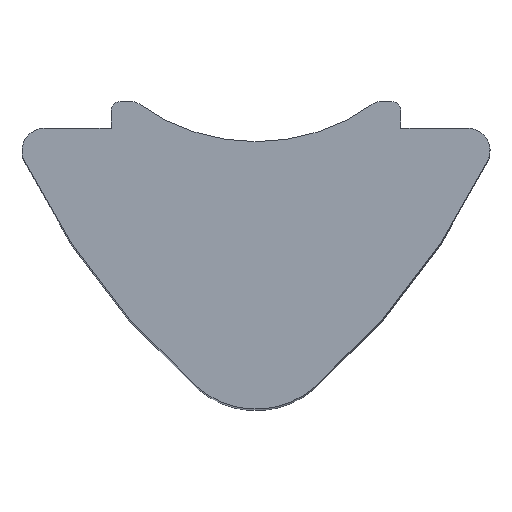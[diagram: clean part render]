
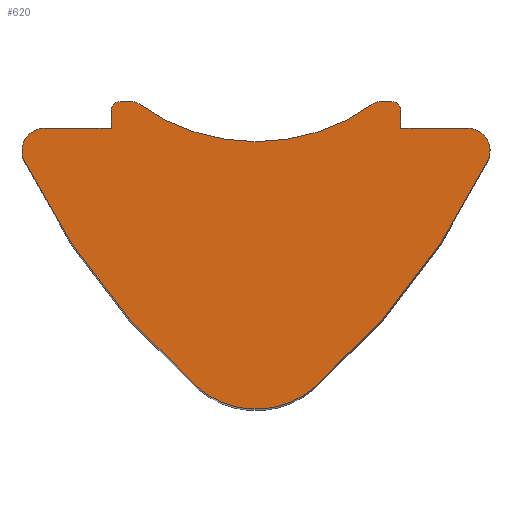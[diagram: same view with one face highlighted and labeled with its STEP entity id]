
A CAD part, top view. The second image highlights one B-rep face of the part: STEP entity #620.
In plain terms, the highlighted planar face has unit normal (0, 0, 1).
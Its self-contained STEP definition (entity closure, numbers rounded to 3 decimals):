
#3 = CARTESIAN_POINT ( 'NONE',  ( -4.75, -0.5, 10. ) ) ;
#5 = CARTESIAN_POINT ( 'NONE',  ( 3.25, 0., 10. ) ) ;
#7 = VERTEX_POINT ( 'NONE', #145 ) ;
#8 = AXIS2_PLACEMENT_3D ( 'NONE', #154, #512, #210 ) ;
#18 = ORIENTED_EDGE ( 'NONE', *, *, #71, .T. ) ;
#27 = DIRECTION ( 'NONE',  ( 1., 0., 0. ) ) ;
#36 = ORIENTED_EDGE ( 'NONE', *, *, #604, .T. ) ;
#37 = AXIS2_PLACEMENT_3D ( 'NONE', #3, #356, #52 ) ;
#45 = DIRECTION ( 'NONE',  ( 1., 0., 0. ) ) ;
#52 = DIRECTION ( 'NONE',  ( 1., 0., 0. ) ) ;
#55 = EDGE_CURVE ( 'NONE', #304, #342, #611, .T. ) ;
#67 = ORIENTED_EDGE ( 'NONE', *, *, #55, .T. ) ;
#69 = AXIS2_PLACEMENT_3D ( 'NONE', #388, #82, #438 ) ;
#71 = EDGE_CURVE ( 'NONE', #631, #192, #367, .T. ) ;
#76 = ORIENTED_EDGE ( 'NONE', *, *, #427, .T. ) ;
#81 = CIRCLE ( 'NONE', #37, 0.5 ) ;
#82 = DIRECTION ( 'NONE',  ( 0., 0., 1. ) ) ;
#83 = EDGE_CURVE ( 'NONE', #359, #558, #81, .T. ) ;
#85 = VERTEX_POINT ( 'NONE', #506 ) ;
#86 = EDGE_CURVE ( 'NONE', #7, #393, #91, .T. ) ;
#91 = CIRCLE ( 'NONE', #8, 0.2 ) ;
#93 = ORIENTED_EDGE ( 'NONE', *, *, #251, .T. ) ;
#95 = ORIENTED_EDGE ( 'NONE', *, *, #544, .T. ) ;
#100 = EDGE_CURVE ( 'NONE', #466, #411, #220, .T. ) ;
#103 = CARTESIAN_POINT ( 'NONE',  ( -9.203, 6.25, 10. ) ) ;
#107 = CARTESIAN_POINT ( 'NONE',  ( 5.2, -0.718, 10. ) ) ;
#118 = VECTOR ( 'NONE', #221, 1000. ) ;
#121 = ORIENTED_EDGE ( 'NONE', *, *, #575, .T. ) ;
#122 = VERTEX_POINT ( 'NONE', #5 ) ;
#128 = CARTESIAN_POINT ( 'NONE',  ( -2.766, 0.6, 10. ) ) ;
#129 = DIRECTION ( 'NONE',  ( 0., 0., 1. ) ) ;
#133 = AXIS2_PLACEMENT_3D ( 'NONE', #524, #225, #572 ) ;
#135 = CIRCLE ( 'NONE', #423, 16. ) ;
#144 = DIRECTION ( 'NONE',  ( 0., 0., 1. ) ) ;
#145 = CARTESIAN_POINT ( 'NONE',  ( 2.766, 0.6, 10. ) ) ;
#149 = DIRECTION ( 'NONE',  ( 0., 0., 1. ) ) ;
#150 = ORIENTED_EDGE ( 'NONE', *, *, #435, .T. ) ;
#152 = DIRECTION ( 'NONE',  ( -1., 0., 0. ) ) ;
#154 = CARTESIAN_POINT ( 'NONE',  ( 2.766, 0.4, 10. ) ) ;
#156 = EDGE_CURVE ( 'NONE', #85, #466, #583, .T. ) ;
#159 = FACE_OUTER_BOUND ( 'NONE', #526, .T. ) ;
#164 = CARTESIAN_POINT ( 'NONE',  ( 9.203, 6.25, 10. ) ) ;
#168 = CIRCLE ( 'NONE', #345, 0.5 ) ;
#180 = LINE ( 'NONE', #501, #447 ) ;
#185 = DIRECTION ( 'NONE',  ( -1., 0., 0. ) ) ;
#190 = CARTESIAN_POINT ( 'NONE',  ( -1.315, -5.807, 10. ) ) ;
#192 = VERTEX_POINT ( 'NONE', #107 ) ;
#193 = CIRCLE ( 'NONE', #133, 0.5 ) ;
#195 = EDGE_CURVE ( 'NONE', #342, #359, #168, .T. ) ;
#198 = CIRCLE ( 'NONE', #306, 0.2 ) ;
#199 = VECTOR ( 'NONE', #309, 1000. ) ;
#203 = DIRECTION ( 'NONE',  ( -1., 0., 0. ) ) ;
#205 = VERTEX_POINT ( 'NONE', #311 ) ;
#210 = DIRECTION ( 'NONE',  ( 1., 0., 0. ) ) ;
#212 = CARTESIAN_POINT ( 'NONE',  ( -4.75, -0.5, 10. ) ) ;
#213 = ORIENTED_EDGE ( 'NONE', *, *, #276, .T. ) ;
#219 = DIRECTION ( 'NONE',  ( 1., 0., 0. ) ) ;
#220 = LINE ( 'NONE', #602, #199 ) ;
#221 = DIRECTION ( 'NONE',  ( 0., -1., 0. ) ) ;
#225 = DIRECTION ( 'NONE',  ( 0., 0., 1. ) ) ;
#231 = EDGE_CURVE ( 'NONE', #122, #586, #404, .T. ) ;
#251 = EDGE_CURVE ( 'NONE', #558, #519, #135, .T. ) ;
#254 = CARTESIAN_POINT ( 'NONE',  ( -4.75, -0.5, 10. ) ) ;
#263 = DIRECTION ( 'NONE',  ( 1., 0., 0. ) ) ;
#276 = EDGE_CURVE ( 'NONE', #205, #304, #374, .T. ) ;
#286 = AXIS2_PLACEMENT_3D ( 'NONE', #366, #129, #45 ) ;
#292 = ORIENTED_EDGE ( 'NONE', *, *, #100, .T. ) ;
#296 = CIRCLE ( 'NONE', #376, 0.2 ) ;
#301 = PLANE ( 'NONE',  #543 ) ;
#304 = VERTEX_POINT ( 'NONE', #428 ) ;
#305 = DIRECTION ( 'NONE',  ( 0., 0., 1. ) ) ;
#306 = AXIS2_PLACEMENT_3D ( 'NONE', #451, #144, #497 ) ;
#307 = EDGE_CURVE ( 'NONE', #192, #570, #193, .T. ) ;
#309 = DIRECTION ( 'NONE',  ( -1., 0., 0. ) ) ;
#311 = CARTESIAN_POINT ( 'NONE',  ( -3.25, 0.4, 10. ) ) ;
#324 = ORIENTED_EDGE ( 'NONE', *, *, #231, .T. ) ;
#332 = CARTESIAN_POINT ( 'NONE',  ( -3.05, 0.6, 10. ) ) ;
#333 = DIRECTION ( 'NONE',  ( 0., 0., -1. ) ) ;
#338 = AXIS2_PLACEMENT_3D ( 'NONE', #628, #333, #27 ) ;
#342 = VERTEX_POINT ( 'NONE', #432 ) ;
#344 = CIRCLE ( 'NONE', #69, 2. ) ;
#345 = AXIS2_PLACEMENT_3D ( 'NONE', #212, #564, #263 ) ;
#356 = DIRECTION ( 'NONE',  ( 0., 0., 1. ) ) ;
#359 = VERTEX_POINT ( 'NONE', #529 ) ;
#362 = DIRECTION ( 'NONE',  ( 0., 1., 0. ) ) ;
#366 = CARTESIAN_POINT ( 'NONE',  ( -2.766, 0.4, 10. ) ) ;
#367 = CIRCLE ( 'NONE', #590, 16. ) ;
#374 = LINE ( 'NONE', #520, #118 ) ;
#376 = AXIS2_PLACEMENT_3D ( 'NONE', #459, #149, #503 ) ;
#381 = ORIENTED_EDGE ( 'NONE', *, *, #83, .T. ) ;
#382 = LINE ( 'NONE', #484, #494 ) ;
#388 = CARTESIAN_POINT ( 'NONE',  ( 0., -4.3, 10. ) ) ;
#393 = VERTEX_POINT ( 'NONE', #578 ) ;
#397 = ORIENTED_EDGE ( 'NONE', *, *, #195, .T. ) ;
#404 = LINE ( 'NONE', #515, #522 ) ;
#407 = CARTESIAN_POINT ( 'NONE',  ( 1.315, -5.807, 10. ) ) ;
#411 = VERTEX_POINT ( 'NONE', #332 ) ;
#423 = AXIS2_PLACEMENT_3D ( 'NONE', #164, #517, #219 ) ;
#427 = EDGE_CURVE ( 'NONE', #393, #85, #514, .T. ) ;
#428 = CARTESIAN_POINT ( 'NONE',  ( -3.25, 0., 10. ) ) ;
#432 = CARTESIAN_POINT ( 'NONE',  ( -4.75, 0., 10. ) ) ;
#435 = EDGE_CURVE ( 'NONE', #457, #7, #382, .T. ) ;
#438 = DIRECTION ( 'NONE',  ( 1., 0., 0. ) ) ;
#447 = VECTOR ( 'NONE', #203, 1000. ) ;
#451 = CARTESIAN_POINT ( 'NONE',  ( -3.05, 0.4, 10. ) ) ;
#456 = EDGE_CURVE ( 'NONE', #519, #631, #344, .T. ) ;
#457 = VERTEX_POINT ( 'NONE', #580 ) ;
#459 = CARTESIAN_POINT ( 'NONE',  ( 3.05, 0.4, 10. ) ) ;
#461 = DIRECTION ( 'NONE',  ( 0., 0., 1. ) ) ;
#466 = VERTEX_POINT ( 'NONE', #128 ) ;
#480 = ORIENTED_EDGE ( 'NONE', *, *, #456, .T. ) ;
#484 = CARTESIAN_POINT ( 'NONE',  ( 3.25, 0.6, 10. ) ) ;
#485 = VECTOR ( 'NONE', #504, 1000. ) ;
#494 = VECTOR ( 'NONE', #185, 1000. ) ;
#497 = DIRECTION ( 'NONE',  ( 1., 0., 0. ) ) ;
#501 = CARTESIAN_POINT ( 'NONE',  ( 4.75, 0., 10. ) ) ;
#503 = DIRECTION ( 'NONE',  ( 1., 0., 0. ) ) ;
#504 = DIRECTION ( 'NONE',  ( -1., 0., 0. ) ) ;
#506 = CARTESIAN_POINT ( 'NONE',  ( -2.648, 0.562, 10. ) ) ;
#512 = DIRECTION ( 'NONE',  ( 0., 0., 1. ) ) ;
#514 = CIRCLE ( 'NONE', #338, 4.5 ) ;
#515 = CARTESIAN_POINT ( 'NONE',  ( 3.25, 0., 10. ) ) ;
#517 = DIRECTION ( 'NONE',  ( 0., 0., 1. ) ) ;
#519 = VERTEX_POINT ( 'NONE', #190 ) ;
#520 = CARTESIAN_POINT ( 'NONE',  ( -3.25, 0., 10. ) ) ;
#522 = VECTOR ( 'NONE', #362, 1000. ) ;
#524 = CARTESIAN_POINT ( 'NONE',  ( 4.75, -0.5, 10. ) ) ;
#526 = EDGE_LOOP ( 'NONE', ( #292, #95, #213, #67, #397, #381, #93, #480, #18, #536, #121, #324, #36, #150, #615, #76, #584 ) ) ;
#529 = CARTESIAN_POINT ( 'NONE',  ( -5.25, -0.5, 10. ) ) ;
#536 = ORIENTED_EDGE ( 'NONE', *, *, #307, .T. ) ;
#543 = AXIS2_PLACEMENT_3D ( 'NONE', #254, #305, #652 ) ;
#544 = EDGE_CURVE ( 'NONE', #411, #205, #198, .T. ) ;
#553 = CARTESIAN_POINT ( 'NONE',  ( 3.25, 0.4, 10. ) ) ;
#558 = VERTEX_POINT ( 'NONE', #641 ) ;
#564 = DIRECTION ( 'NONE',  ( 0., 0., 1. ) ) ;
#570 = VERTEX_POINT ( 'NONE', #645 ) ;
#572 = DIRECTION ( 'NONE',  ( -1., 0., 0. ) ) ;
#575 = EDGE_CURVE ( 'NONE', #570, #122, #180, .T. ) ;
#578 = CARTESIAN_POINT ( 'NONE',  ( 2.648, 0.562, 10. ) ) ;
#580 = CARTESIAN_POINT ( 'NONE',  ( 3.05, 0.6, 10. ) ) ;
#583 = CIRCLE ( 'NONE', #286, 0.2 ) ;
#584 = ORIENTED_EDGE ( 'NONE', *, *, #156, .T. ) ;
#586 = VERTEX_POINT ( 'NONE', #553 ) ;
#590 = AXIS2_PLACEMENT_3D ( 'NONE', #103, #461, #152 ) ;
#602 = CARTESIAN_POINT ( 'NONE',  ( -3.25, 0.6, 10. ) ) ;
#604 = EDGE_CURVE ( 'NONE', #586, #457, #296, .T. ) ;
#611 = LINE ( 'NONE', #648, #485 ) ;
#615 = ORIENTED_EDGE ( 'NONE', *, *, #86, .T. ) ;
#620 = ADVANCED_FACE ( 'NONE', ( #159 ), #301, .T. ) ;
#628 = CARTESIAN_POINT ( 'NONE',  ( 0., 4.2, 10. ) ) ;
#631 = VERTEX_POINT ( 'NONE', #407 ) ;
#641 = CARTESIAN_POINT ( 'NONE',  ( -5.2, -0.718, 10. ) ) ;
#645 = CARTESIAN_POINT ( 'NONE',  ( 4.75, 0., 10. ) ) ;
#648 = CARTESIAN_POINT ( 'NONE',  ( -3.25, 0., 10. ) ) ;
#652 = DIRECTION ( 'NONE',  ( 1., 0., 0. ) ) ;
